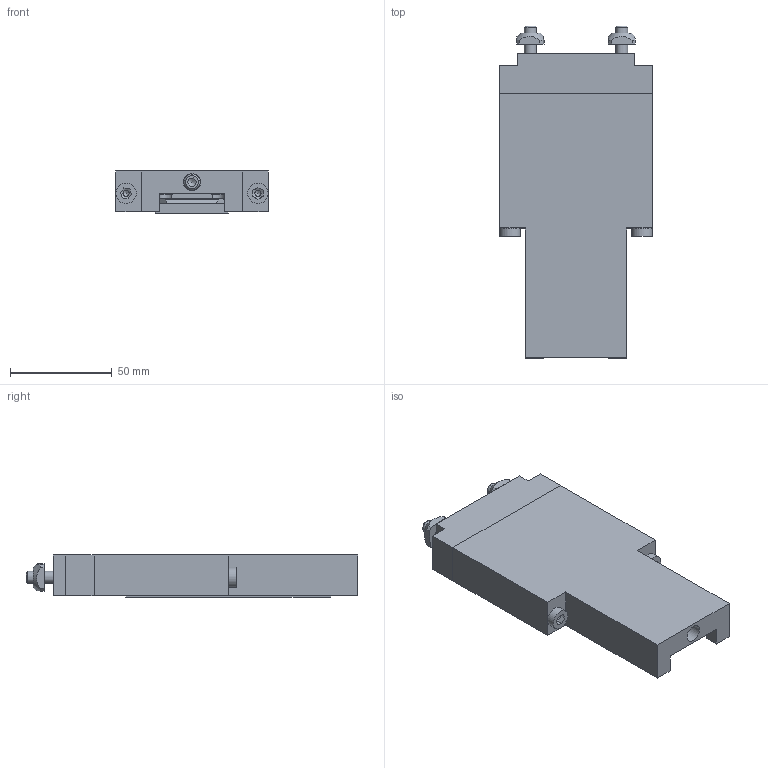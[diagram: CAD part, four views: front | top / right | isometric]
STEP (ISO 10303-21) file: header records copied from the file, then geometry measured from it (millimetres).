
FILE_DESCRIPTION(/* description */ ('Zahnriemenspanner verstärkte Ausführung zu Laufwagen LW45'),/* implementation_level */ '2;1');
FILE_NAME(/* name */ 'ZEI_CAD_280386-1-REV00_#SALL_#AIN_#V1.step',/* time_stamp */ '2022-10-10T07:04:02+02:00',/* author */ ('MiniTec'),/* organization */ ('MiniTec GmbH & Co.KG'),/* preprocessor_version */ 'ST-DEVELOPER v18.1',/* originating_system */ 'Autodesk Inventor 2021',/* authorisation */ '');
FILE_SCHEMA (('CONFIG_CONTROL_DESIGN'));
Length unit declared in the file: millimetre
Products named in the file (10): 28-0386-1FZ.000; 28-0386-0FZ.000; 28-0387-0FZ.000; 28-0123-3FZ.000; 28-0123-2FZ.001; leer; leer_1; 21-1351-0FZ.004; 28-0388-0FZ.000; leer_2
Assembly tree (12 placements, depth 3):
  28-0386-1FZ.000
    28-0386-0FZ.000
      28-0387-0FZ.000
      28-0123-3FZ.000
      28-0123-2FZ.001
      leer
      leer_1  x2
      21-1351-0FZ.004  x2
    28-0388-0FZ.000
    leer_2  x2
Bounding box: 75 x 163.5 x 20.7 mm (x, y, z)
Volume: 163816 mm3; surface area: 67520.1 mm2
Topology: 11 solids, 11 shells, 284 faces, 733 edges, 477 vertices
Faces by surface type: plane 197, cylinder 68, cone 15, torus 4
Full cylindrical faces by diameter (mm): 3 x2, 4.917 x2, 6 x6, 6.6 x4, 6.647 x1, 8 x1, 8.5 x1, 10 x4, 11 x2
Entity records: 7768 total; most frequent: CARTESIAN_POINT 1368, DIRECTION 1271, ORIENTED_EDGE 1260, EDGE_CURVE 630, LINE 457, VECTOR 457, VERTEX_POINT 411, AXIS2_PLACEMENT_3D 407
